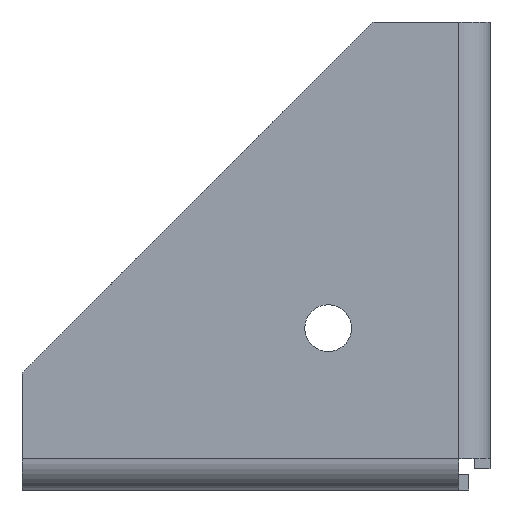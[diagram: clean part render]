
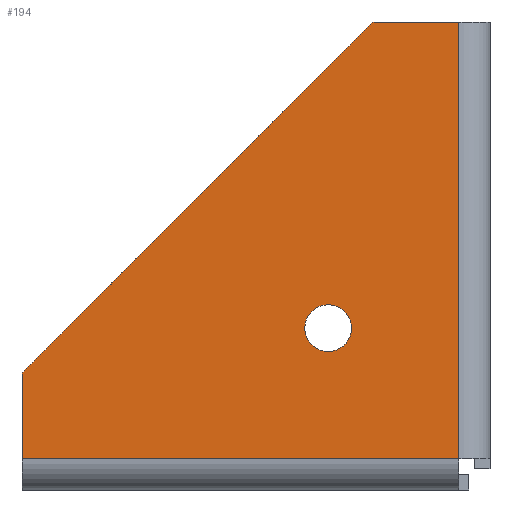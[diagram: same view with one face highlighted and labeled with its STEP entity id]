
A CAD part, left-side view. The second image highlights one B-rep face of the part: STEP entity #194.
In plain terms, the highlighted planar face has unit normal (-1, 0, 0).
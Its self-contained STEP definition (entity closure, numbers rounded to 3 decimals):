
#22 = VECTOR ( 'NONE', #1100, 1000. ) ;
#27 = CARTESIAN_POINT ( 'NONE',  ( 0., 20.75, 23.75 ) ) ;
#47 = EDGE_LOOP ( 'NONE', ( #344, #1098 ) ) ;
#110 = VERTEX_POINT ( 'NONE', #871 ) ;
#132 = FACE_BOUND ( 'NONE', #47, .T. ) ;
#140 = CARTESIAN_POINT ( 'NONE',  ( 0., 0., 0. ) ) ;
#163 = CARTESIAN_POINT ( 'NONE',  ( 0., 60., 15. ) ) ;
#185 = EDGE_CURVE ( 'NONE', #510, #110, #891, .T. ) ;
#194 = ADVANCED_FACE ( 'NONE', ( #132, #519 ), #716, .F. ) ;
#241 = DIRECTION ( 'NONE',  ( 0., 0., 1. ) ) ;
#256 = CIRCLE ( 'NONE', #645, 3. ) ;
#260 = EDGE_LOOP ( 'NONE', ( #435, #541, #1217, #940, #311 ) ) ;
#268 = EDGE_CURVE ( 'NONE', #733, #510, #734, .T. ) ;
#274 = DIRECTION ( 'NONE',  ( 0., 0., -1. ) ) ;
#301 = DIRECTION ( 'NONE',  ( 1., 0., 0. ) ) ;
#303 = CARTESIAN_POINT ( 'NONE',  ( 0., 0., 4. ) ) ;
#311 = ORIENTED_EDGE ( 'NONE', *, *, #740, .F. ) ;
#341 = VERTEX_POINT ( 'NONE', #380 ) ;
#344 = ORIENTED_EDGE ( 'NONE', *, *, #1182, .T. ) ;
#380 = CARTESIAN_POINT ( 'NONE',  ( 0., 20.75, 17.75 ) ) ;
#428 = VERTEX_POINT ( 'NONE', #855 ) ;
#430 = DIRECTION ( 'NONE',  ( 0., 0., -1. ) ) ;
#435 = ORIENTED_EDGE ( 'NONE', *, *, #512, .T. ) ;
#439 = LINE ( 'NONE', #1108, #844 ) ;
#468 = CARTESIAN_POINT ( 'NONE',  ( 0., 20.75, 20.75 ) ) ;
#510 = VERTEX_POINT ( 'NONE', #704 ) ;
#512 = EDGE_CURVE ( 'NONE', #561, #428, #1087, .T. ) ;
#519 = FACE_OUTER_BOUND ( 'NONE', #260, .T. ) ;
#526 = DIRECTION ( 'NONE',  ( 1., 0., 0. ) ) ;
#541 = ORIENTED_EDGE ( 'NONE', *, *, #710, .T. ) ;
#549 = LINE ( 'NONE', #571, #950 ) ;
#555 = VECTOR ( 'NONE', #825, 1000. ) ;
#561 = VERTEX_POINT ( 'NONE', #1097 ) ;
#571 = CARTESIAN_POINT ( 'NONE',  ( 0., 60., 0. ) ) ;
#645 = AXIS2_PLACEMENT_3D ( 'NONE', #772, #301, #687 ) ;
#649 = DIRECTION ( 'NONE',  ( 0., 0., 1. ) ) ;
#687 = DIRECTION ( 'NONE',  ( 0., 0., -1. ) ) ;
#704 = CARTESIAN_POINT ( 'NONE',  ( 0., 15., 60. ) ) ;
#710 = EDGE_CURVE ( 'NONE', #428, #110, #439, .T. ) ;
#716 = PLANE ( 'NONE',  #753 ) ;
#733 = VERTEX_POINT ( 'NONE', #163 ) ;
#734 = LINE ( 'NONE', #1121, #555 ) ;
#740 = EDGE_CURVE ( 'NONE', #561, #733, #549, .T. ) ;
#753 = AXIS2_PLACEMENT_3D ( 'NONE', #140, #526, #430 ) ;
#772 = CARTESIAN_POINT ( 'NONE',  ( 0., 20.75, 20.75 ) ) ;
#795 = DIRECTION ( 'NONE',  ( 0., -1., 0. ) ) ;
#825 = DIRECTION ( 'NONE',  ( 0., -0.707, 0.707 ) ) ;
#844 = VECTOR ( 'NONE', #241, 1000. ) ;
#855 = CARTESIAN_POINT ( 'NONE',  ( 0., 4., 4. ) ) ;
#871 = CARTESIAN_POINT ( 'NONE',  ( 0., 4., 60. ) ) ;
#891 = LINE ( 'NONE', #1011, #22 ) ;
#940 = ORIENTED_EDGE ( 'NONE', *, *, #268, .F. ) ;
#950 = VECTOR ( 'NONE', #649, 1000. ) ;
#993 = EDGE_CURVE ( 'NONE', #997, #341, #256, .T. ) ;
#997 = VERTEX_POINT ( 'NONE', #27 ) ;
#1007 = CIRCLE ( 'NONE', #1107, 3. ) ;
#1011 = CARTESIAN_POINT ( 'NONE',  ( 0., 15., 60. ) ) ;
#1087 = LINE ( 'NONE', #303, #1232 ) ;
#1097 = CARTESIAN_POINT ( 'NONE',  ( 0., 60., 4. ) ) ;
#1098 = ORIENTED_EDGE ( 'NONE', *, *, #993, .T. ) ;
#1100 = DIRECTION ( 'NONE',  ( 0., -1., 0. ) ) ;
#1107 = AXIS2_PLACEMENT_3D ( 'NONE', #468, #1165, #274 ) ;
#1108 = CARTESIAN_POINT ( 'NONE',  ( 0., 4., 0. ) ) ;
#1121 = CARTESIAN_POINT ( 'NONE',  ( 0., 60., 15. ) ) ;
#1165 = DIRECTION ( 'NONE',  ( 1., 0., 0. ) ) ;
#1182 = EDGE_CURVE ( 'NONE', #341, #997, #1007, .T. ) ;
#1217 = ORIENTED_EDGE ( 'NONE', *, *, #185, .F. ) ;
#1232 = VECTOR ( 'NONE', #795, 1000. ) ;
